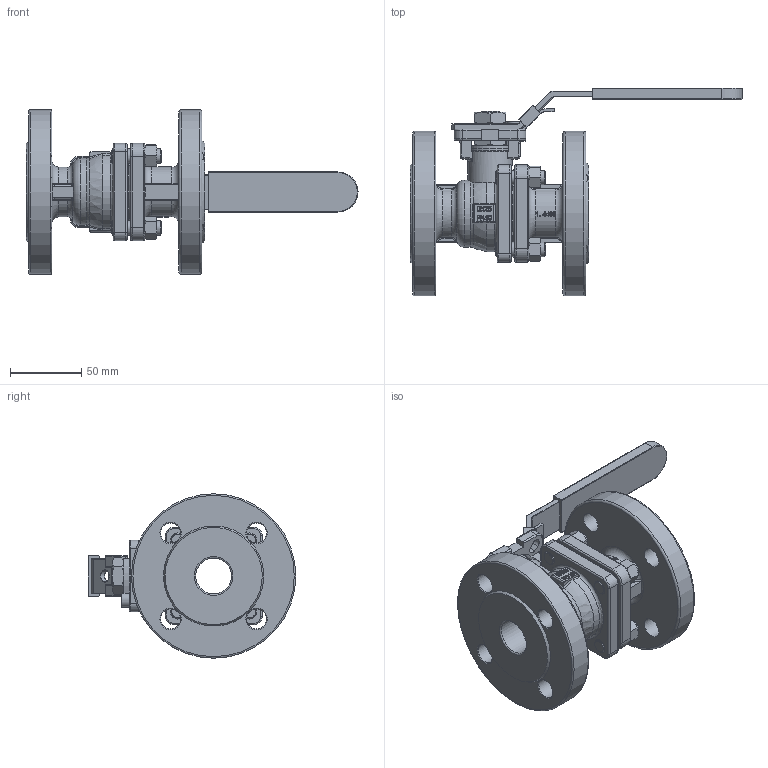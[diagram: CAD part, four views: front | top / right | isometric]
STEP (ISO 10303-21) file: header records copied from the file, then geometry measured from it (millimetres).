
FILE_DESCRIPTION(/* description */ ('Unknown'),/* implementation_level */ '2;1');
FILE_NAME(/* name */ '920_921_930-06',/* time_stamp */ '2020-11-02T09:33:34+01:00',/* author */ ('Unknown'),/* organization */ ('Unknown'),/* preprocessor_version */ 'ST-DEVELOPER v16.7',/* originating_system */ 'Solid Edge',/* authorisation */ 'Unknown');
FILE_SCHEMA (('AUTOMOTIVE_DESIGN {1 0 10303 214 3 1 1}'));
Length unit declared in the file: millimetre
Products named in the file (14): 920_921_930-06; 920_921_931-05_PN40概极; 920_921_931-05_PN40; 概裝; 跡鰍; 評倛粟え; hex jam nut_ai_HJNUT 0.5625-18-D-N; 方口垫圈; 滅侂菜え; 忒梟; continous stud_am_AM -- M10 x 35  N; hex nut_ai_HNUT 0.3750-16-D-N; socket head cap screw_iso_ISO 4762 M6 x 16 --- 16N; hex nut gradec_iso_Hexagon Nut ISO - 4034 - M6 - N
Assembly tree (21 placements, depth 2):
  920_921_930-06
    920_921_931-05_PN40概极
    920_921_931-05_PN40
    概裝
    跡鰍
    評倛粟え  x2
    hex jam nut_ai_HJNUT 0.5625-18-D-N  x2
    方口垫圈
    滅侂菜え
    忒梟
    continous stud_am_AM -- M10 x 35  N  x4
    hex nut_ai_HNUT 0.3750-16-D-N  x4
    socket head cap screw_iso_ISO 4762 M6 x 16 --- 16N
    hex nut gradec_iso_Hexagon Nut ISO - 4034 - M6 - N
Bounding box: 232.22 x 145.23 x 115 mm (x, y, z)
Volume: 548803.4 mm3; surface area: 138554.7 mm2
Topology: 22 solids, 22 shells, 1064 faces, 2678 edges, 1698 vertices
Faces by surface type: plane 507, cylinder 228, cone 147, bspline 108, torus 67, sphere 7
Full cylindrical faces by diameter (mm): 5 x1, 6 x2, 7.938 x4, 8.2 x3, 8.5 x4, 9.525 x4, 10 x5, 11 x4, 13.096 x2, 14 x9, 14.287 x2, 14.4 x2, 15 x1, 15.008 x1, 15.6 x1, 20.883 x1, 21.4 x1, 22 x1, 24 x1, 25 x2, 28.58 x2, 31 x1, 32.2 x1, 45 x1, 46.964 x1, 115 x2
Entity records: 41131 total; most frequent: CARTESIAN_POINT 18862, ORIENTED_EDGE 4574, DIRECTION 4269, EDGE_CURVE 2287, AXIS2_PLACEMENT_3D 1535, VERTEX_POINT 1509, LINE 1199, VECTOR 1199
